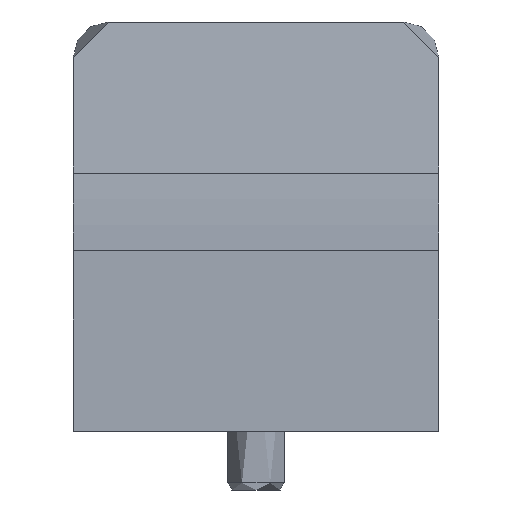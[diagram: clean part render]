
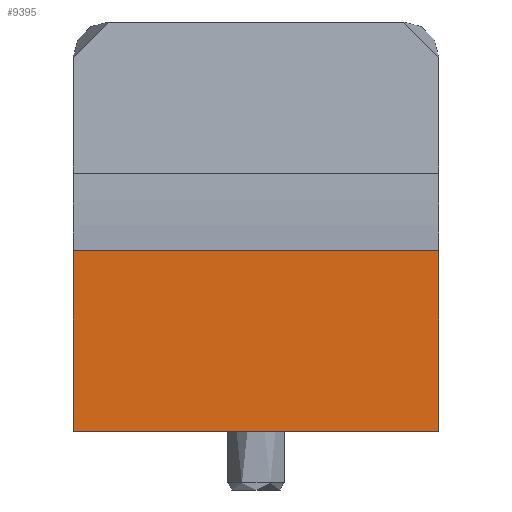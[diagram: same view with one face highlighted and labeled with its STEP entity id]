
A CAD part, left-side view. The second image highlights one B-rep face of the part: STEP entity #9395.
In plain terms, the highlighted planar face has unit normal (-1, 0, 0).
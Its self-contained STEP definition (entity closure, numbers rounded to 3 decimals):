
#940 = VERTEX_POINT ( 'NONE', #27787 ) ;
#2604 = CARTESIAN_POINT ( 'NONE',  ( -9., 26., 0. ) ) ;
#7333 = CARTESIAN_POINT ( 'NONE',  ( -9., 26., 19.461 ) ) ;
#8041 = EDGE_CURVE ( 'NONE', #14842, #32874, #26297, .T. ) ;
#8292 = VECTOR ( 'NONE', #13252, 1000. ) ;
#8996 = LINE ( 'NONE', #19549, #28761 ) ;
#9395 = ADVANCED_FACE ( 'NONE', ( #16963 ), #33394, .F. ) ;
#9821 = CARTESIAN_POINT ( 'NONE',  ( -9., 26., -6.285 ) ) ;
#10227 = CARTESIAN_POINT ( 'NONE',  ( -9., 26., 19.461 ) ) ;
#12187 = DIRECTION ( 'NONE',  ( 0., 1., 0. ) ) ;
#12579 = VECTOR ( 'NONE', #12187, 1000. ) ;
#12881 = DIRECTION ( 'NONE',  ( 1., 0., 0. ) ) ;
#13252 = DIRECTION ( 'NONE',  ( 0., 0., 1. ) ) ;
#13614 = ORIENTED_EDGE ( 'NONE', *, *, #32627, .F. ) ;
#14842 = VERTEX_POINT ( 'NONE', #18053 ) ;
#16034 = EDGE_CURVE ( 'NONE', #20415, #32874, #22797, .T. ) ;
#16963 = FACE_OUTER_BOUND ( 'NONE', #30662, .T. ) ;
#17335 = LINE ( 'NONE', #32948, #18513 ) ;
#18053 = CARTESIAN_POINT ( 'NONE',  ( -9., -26., 19.461 ) ) ;
#18513 = VECTOR ( 'NONE', #29673, 1000. ) ;
#19549 = CARTESIAN_POINT ( 'NONE',  ( -9., 26., -6.285 ) ) ;
#19730 = ORIENTED_EDGE ( 'NONE', *, *, #24823, .T. ) ;
#20415 = VERTEX_POINT ( 'NONE', #9821 ) ;
#22797 = LINE ( 'NONE', #26014, #8292 ) ;
#24527 = DIRECTION ( 'NONE',  ( 0., 1., 0. ) ) ;
#24823 = EDGE_CURVE ( 'NONE', #940, #14842, #17335, .T. ) ;
#26014 = CARTESIAN_POINT ( 'NONE',  ( -9., 26., 0. ) ) ;
#26297 = LINE ( 'NONE', #7333, #12579 ) ;
#27787 = CARTESIAN_POINT ( 'NONE',  ( -9., -26., -6.285 ) ) ;
#28761 = VECTOR ( 'NONE', #24527, 1000. ) ;
#29488 = ORIENTED_EDGE ( 'NONE', *, *, #16034, .F. ) ;
#29673 = DIRECTION ( 'NONE',  ( 0., 0., 1. ) ) ;
#29784 = AXIS2_PLACEMENT_3D ( 'NONE', #2604, #12881, #30828 ) ;
#30662 = EDGE_LOOP ( 'NONE', ( #13614, #19730, #33131, #29488 ) ) ;
#30828 = DIRECTION ( 'NONE',  ( 0., 0., -1. ) ) ;
#32627 = EDGE_CURVE ( 'NONE', #940, #20415, #8996, .T. ) ;
#32874 = VERTEX_POINT ( 'NONE', #10227 ) ;
#32948 = CARTESIAN_POINT ( 'NONE',  ( -9., -26., 0. ) ) ;
#33131 = ORIENTED_EDGE ( 'NONE', *, *, #8041, .T. ) ;
#33394 = PLANE ( 'NONE',  #29784 ) ;
